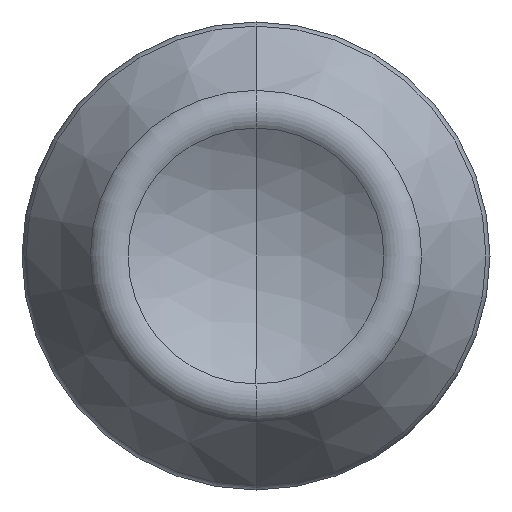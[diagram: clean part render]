
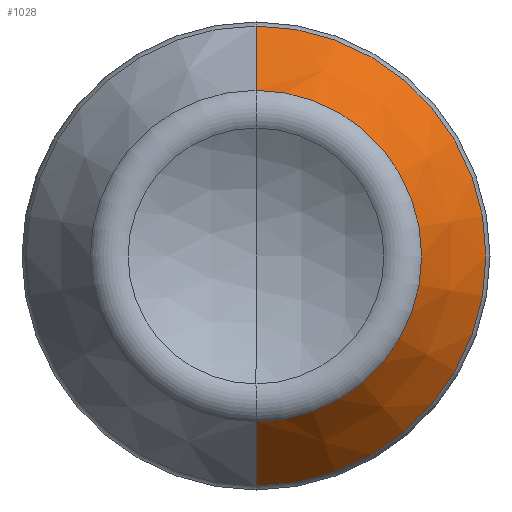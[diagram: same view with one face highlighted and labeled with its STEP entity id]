
A CAD part, front view. The second image highlights one B-rep face of the part: STEP entity #1028.
In plain terms, the highlighted conical face has half-angle 32.471 degrees and reference radius 5.7 mm.
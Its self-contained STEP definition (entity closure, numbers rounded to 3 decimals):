
#16 = DIRECTION ( 'NONE',  ( 0., 0.844, -0.537 ) ) ;
#113 = CARTESIAN_POINT ( 'NONE',  ( 0., -159.1, -5.7 ) ) ;
#136 = CARTESIAN_POINT ( 'NONE',  ( 0., -158.136, 0. ) ) ;
#233 = CIRCLE ( 'NONE', #466, 6.313 ) ;
#264 = DIRECTION ( 'NONE',  ( 0., -1., 0. ) ) ;
#281 = CARTESIAN_POINT ( 'NONE',  ( 0., -154.283, 0. ) ) ;
#326 = DIRECTION ( 'NONE',  ( 0., 0., -1. ) ) ;
#343 = VERTEX_POINT ( 'NONE', #653 ) ;
#356 = DIRECTION ( 'NONE',  ( 0., 1., 0. ) ) ;
#415 = EDGE_LOOP ( 'NONE', ( #428, #1374, #1520, #1289 ) ) ;
#424 = AXIS2_PLACEMENT_3D ( 'NONE', #1455, #1204, #866 ) ;
#428 = ORIENTED_EDGE ( 'NONE', *, *, #1006, .T. ) ;
#466 = AXIS2_PLACEMENT_3D ( 'NONE', #136, #356, #515 ) ;
#480 = DIRECTION ( 'NONE',  ( 0., 0.844, 0.537 ) ) ;
#484 = VERTEX_POINT ( 'NONE', #564 ) ;
#497 = AXIS2_PLACEMENT_3D ( 'NONE', #281, #264, #326 ) ;
#515 = DIRECTION ( 'NONE',  ( 0., 0., -1. ) ) ;
#564 = CARTESIAN_POINT ( 'NONE',  ( 0., -158.136, 6.313 ) ) ;
#653 = CARTESIAN_POINT ( 'NONE',  ( 0., -154.283, -8.765 ) ) ;
#666 = VERTEX_POINT ( 'NONE', #832 ) ;
#686 = CONICAL_SURFACE ( 'NONE', #424, 5.7, 0.567 ) ;
#789 = EDGE_CURVE ( 'NONE', #343, #666, #945, .T. ) ;
#832 = CARTESIAN_POINT ( 'NONE',  ( 0., -154.283, 8.765 ) ) ;
#839 = EDGE_CURVE ( 'NONE', #1487, #343, #905, .T. ) ;
#866 = DIRECTION ( 'NONE',  ( 0., 0., 1. ) ) ;
#870 = VECTOR ( 'NONE', #16, 1000. ) ;
#905 = LINE ( 'NONE', #113, #870 ) ;
#945 = CIRCLE ( 'NONE', #497, 8.765 ) ;
#1006 = EDGE_CURVE ( 'NONE', #484, #1487, #233, .T. ) ;
#1028 = ADVANCED_FACE ( 'NONE', ( #1393 ), #686, .T. ) ;
#1155 = CARTESIAN_POINT ( 'NONE',  ( 0., -158.136, -6.313 ) ) ;
#1204 = DIRECTION ( 'NONE',  ( 0., 1., 0. ) ) ;
#1289 = ORIENTED_EDGE ( 'NONE', *, *, #1292, .F. ) ;
#1292 = EDGE_CURVE ( 'NONE', #484, #666, #1516, .T. ) ;
#1374 = ORIENTED_EDGE ( 'NONE', *, *, #839, .T. ) ;
#1393 = FACE_OUTER_BOUND ( 'NONE', #415, .T. ) ;
#1400 = CARTESIAN_POINT ( 'NONE',  ( 0., -159.1, 5.7 ) ) ;
#1455 = CARTESIAN_POINT ( 'NONE',  ( 0., -159.1, 0. ) ) ;
#1487 = VERTEX_POINT ( 'NONE', #1155 ) ;
#1489 = VECTOR ( 'NONE', #480, 1000. ) ;
#1516 = LINE ( 'NONE', #1400, #1489 ) ;
#1520 = ORIENTED_EDGE ( 'NONE', *, *, #789, .T. ) ;
